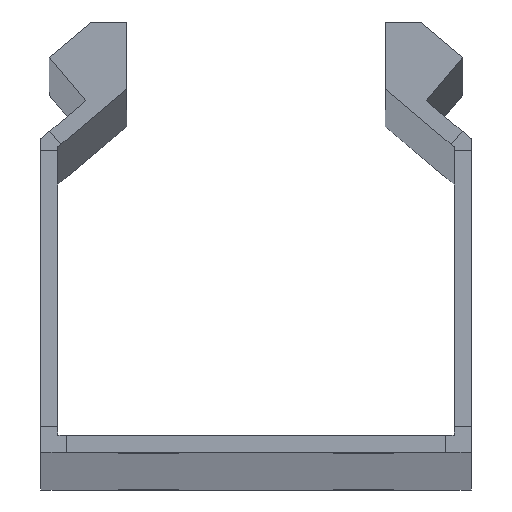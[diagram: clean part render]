
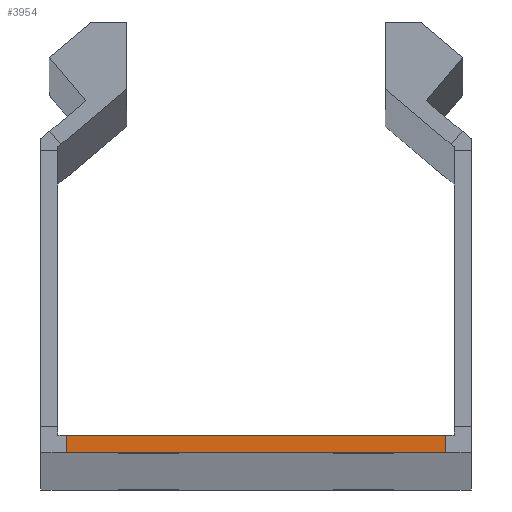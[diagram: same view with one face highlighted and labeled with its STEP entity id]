
A CAD part, top view. The second image highlights one B-rep face of the part: STEP entity #3954.
In plain terms, the highlighted planar face has unit normal (0, 0, 1).
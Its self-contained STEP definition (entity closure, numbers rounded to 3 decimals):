
#20 = CARTESIAN_POINT ( 'NONE',  ( -22., 2., 1250. ) ) ;
#214 = EDGE_CURVE ( 'NONE', #647, #386, #1973, .T. ) ;
#252 = CARTESIAN_POINT ( 'NONE',  ( -25., 0., 1250. ) ) ;
#376 = DIRECTION ( 'NONE',  ( -1., 0., 0. ) ) ;
#386 = VERTEX_POINT ( 'NONE', #1016 ) ;
#404 = VECTOR ( 'NONE', #3738, 1000. ) ;
#647 = VERTEX_POINT ( 'NONE', #3592 ) ;
#776 = LINE ( 'NONE', #3762, #404 ) ;
#888 = DIRECTION ( 'NONE',  ( 0., 1., 0. ) ) ;
#922 = VECTOR ( 'NONE', #2724, 1000. ) ;
#1001 = EDGE_CURVE ( 'NONE', #386, #3518, #2058, .T. ) ;
#1016 = CARTESIAN_POINT ( 'NONE',  ( 22., 2., 1250. ) ) ;
#1025 = ORIENTED_EDGE ( 'NONE', *, *, #214, .T. ) ;
#1037 = VECTOR ( 'NONE', #888, 1000. ) ;
#1204 = ORIENTED_EDGE ( 'NONE', *, *, #1769, .F. ) ;
#1223 = ORIENTED_EDGE ( 'NONE', *, *, #2547, .T. ) ;
#1277 = VECTOR ( 'NONE', #376, 1000. ) ;
#1662 = AXIS2_PLACEMENT_3D ( 'NONE', #1850, #3100, #4020 ) ;
#1766 = LINE ( 'NONE', #252, #922 ) ;
#1769 = EDGE_CURVE ( 'NONE', #647, #2655, #1766, .T. ) ;
#1850 = CARTESIAN_POINT ( 'NONE',  ( 23., 3., 1250. ) ) ;
#1973 = LINE ( 'NONE', #3687, #1037 ) ;
#2058 = LINE ( 'NONE', #3791, #1277 ) ;
#2120 = ORIENTED_EDGE ( 'NONE', *, *, #1001, .T. ) ;
#2547 = EDGE_CURVE ( 'NONE', #3518, #2655, #776, .T. ) ;
#2655 = VERTEX_POINT ( 'NONE', #2903 ) ;
#2724 = DIRECTION ( 'NONE',  ( -1., 0., 0. ) ) ;
#2903 = CARTESIAN_POINT ( 'NONE',  ( -22., 0., 1250. ) ) ;
#3100 = DIRECTION ( 'NONE',  ( 0., 0., 1. ) ) ;
#3116 = PLANE ( 'NONE',  #1662 ) ;
#3235 = EDGE_LOOP ( 'NONE', ( #1204, #1025, #2120, #1223 ) ) ;
#3496 = FACE_OUTER_BOUND ( 'NONE', #3235, .T. ) ;
#3518 = VERTEX_POINT ( 'NONE', #20 ) ;
#3592 = CARTESIAN_POINT ( 'NONE',  ( 22., 0., 1250. ) ) ;
#3687 = CARTESIAN_POINT ( 'NONE',  ( 22., 0., 1250. ) ) ;
#3738 = DIRECTION ( 'NONE',  ( 0., -1., 0. ) ) ;
#3762 = CARTESIAN_POINT ( 'NONE',  ( -22., 2., 1250. ) ) ;
#3791 = CARTESIAN_POINT ( 'NONE',  ( -25., 2., 1250. ) ) ;
#3954 = ADVANCED_FACE ( 'NONE', ( #3496 ), #3116, .T. ) ;
#4020 = DIRECTION ( 'NONE',  ( 1., 0., 0. ) ) ;
